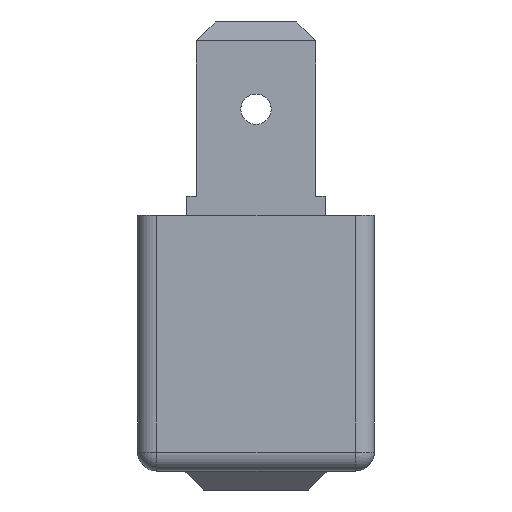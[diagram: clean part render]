
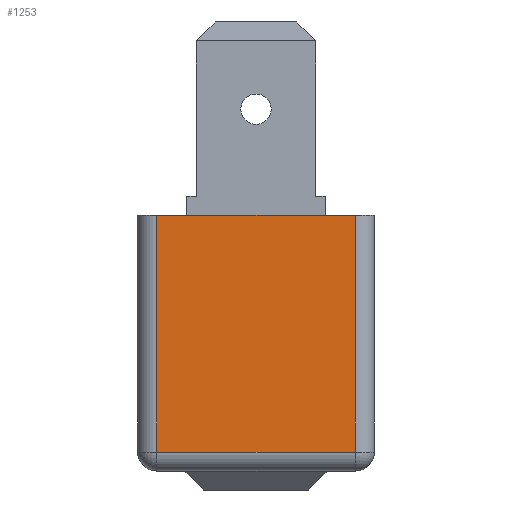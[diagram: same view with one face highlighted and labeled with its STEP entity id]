
A CAD part, left-side view. The second image highlights one B-rep face of the part: STEP entity #1253.
In plain terms, the highlighted planar face has unit normal (-1, 0, 0).
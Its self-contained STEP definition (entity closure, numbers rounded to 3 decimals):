
#43 = CARTESIAN_POINT ( 'NONE',  ( -29.453, -1.66, 1. ) ) ;
#145 = VECTOR ( 'NONE', #1256, 1000. ) ;
#214 = VERTEX_POINT ( 'NONE', #968 ) ;
#245 = LINE ( 'NONE', #498, #996 ) ;
#304 = EDGE_LOOP ( 'NONE', ( #1081, #481, #1760, #1594 ) ) ;
#332 = EDGE_CURVE ( 'NONE', #804, #945, #897, .T. ) ;
#481 = ORIENTED_EDGE ( 'NONE', *, *, #1279, .T. ) ;
#485 = CARTESIAN_POINT ( 'NONE',  ( -29.453, -1.66, 13.5 ) ) ;
#498 = CARTESIAN_POINT ( 'NONE',  ( -29.453, 8.84, 13.5 ) ) ;
#506 = DIRECTION ( 'NONE',  ( 0., 0., -1. ) ) ;
#592 = AXIS2_PLACEMENT_3D ( 'NONE', #1028, #755, #737 ) ;
#687 = DIRECTION ( 'NONE',  ( 0., -1., 0. ) ) ;
#720 = EDGE_CURVE ( 'NONE', #214, #945, #1293, .T. ) ;
#737 = DIRECTION ( 'NONE',  ( 0., 1., 0. ) ) ;
#755 = DIRECTION ( 'NONE',  ( 1., 0., 0. ) ) ;
#803 = CARTESIAN_POINT ( 'NONE',  ( -29.453, 9.84, 13.5 ) ) ;
#804 = VERTEX_POINT ( 'NONE', #43 ) ;
#843 = VERTEX_POINT ( 'NONE', #873 ) ;
#871 = PLANE ( 'NONE',  #592 ) ;
#873 = CARTESIAN_POINT ( 'NONE',  ( -29.453, 8.84, 1. ) ) ;
#897 = LINE ( 'NONE', #1829, #145 ) ;
#905 = VECTOR ( 'NONE', #687, 1000. ) ;
#945 = VERTEX_POINT ( 'NONE', #485 ) ;
#968 = CARTESIAN_POINT ( 'NONE',  ( -29.453, 8.84, 13.5 ) ) ;
#996 = VECTOR ( 'NONE', #506, 1000. ) ;
#1028 = CARTESIAN_POINT ( 'NONE',  ( -29.453, 9.84, 13.5 ) ) ;
#1072 = EDGE_CURVE ( 'NONE', #843, #804, #1794, .T. ) ;
#1081 = ORIENTED_EDGE ( 'NONE', *, *, #720, .F. ) ;
#1253 = ADVANCED_FACE ( 'NONE', ( #1849 ), #871, .F. ) ;
#1256 = DIRECTION ( 'NONE',  ( 0., 0., 1. ) ) ;
#1279 = EDGE_CURVE ( 'NONE', #214, #843, #245, .T. ) ;
#1293 = LINE ( 'NONE', #803, #905 ) ;
#1433 = VECTOR ( 'NONE', #1519, 1000. ) ;
#1519 = DIRECTION ( 'NONE',  ( 0., -1., 0. ) ) ;
#1594 = ORIENTED_EDGE ( 'NONE', *, *, #332, .T. ) ;
#1760 = ORIENTED_EDGE ( 'NONE', *, *, #1072, .T. ) ;
#1782 = CARTESIAN_POINT ( 'NONE',  ( -29.453, 9.84, 1. ) ) ;
#1794 = LINE ( 'NONE', #1782, #1433 ) ;
#1829 = CARTESIAN_POINT ( 'NONE',  ( -29.453, -1.66, 13.5 ) ) ;
#1849 = FACE_OUTER_BOUND ( 'NONE', #304, .T. ) ;
